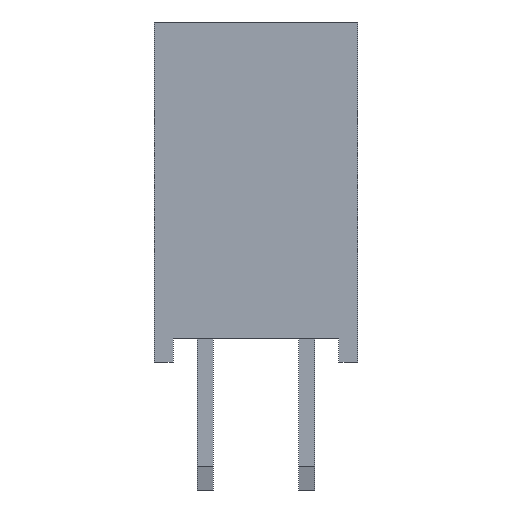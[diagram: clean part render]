
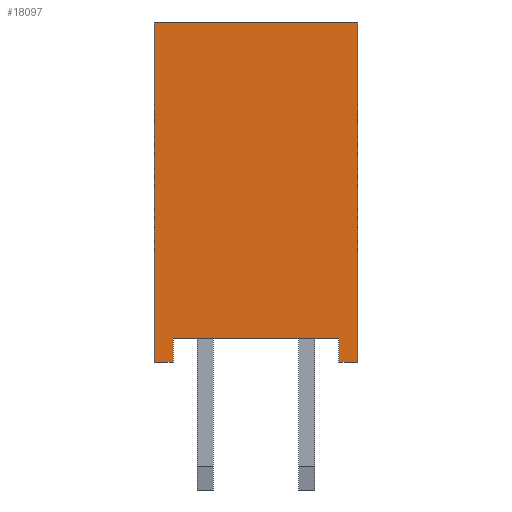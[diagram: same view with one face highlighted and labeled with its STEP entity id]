
A CAD part, left-side view. The second image highlights one B-rep face of the part: STEP entity #18097.
In plain terms, the highlighted planar face has unit normal (-1, 0, 0).
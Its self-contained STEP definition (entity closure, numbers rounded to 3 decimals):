
#591 = CARTESIAN_POINT ( 'NONE',  ( -1.27, 2.07, 0.6 ) ) ;
#592 = PLANE ( 'NONE',  #16796 ) ;
#921 = EDGE_CURVE ( 'NONE', #3836, #8945, #4498, .T. ) ;
#1115 = ORIENTED_EDGE ( 'NONE', *, *, #10388, .F. ) ;
#1289 = DIRECTION ( 'NONE',  ( 0., -1., 0. ) ) ;
#1693 = VECTOR ( 'NONE', #15271, 1000. ) ;
#1740 = VERTEX_POINT ( 'NONE', #12838 ) ;
#1931 = EDGE_LOOP ( 'NONE', ( #11650, #9212, #17784, #1115, #8594, #13947, #3513, #17004 ) ) ;
#2685 = CARTESIAN_POINT ( 'NONE',  ( -1.27, -2.07, 0. ) ) ;
#3513 = ORIENTED_EDGE ( 'NONE', *, *, #7104, .T. ) ;
#3808 = DIRECTION ( 'NONE',  ( 1., 0., 0. ) ) ;
#3836 = VERTEX_POINT ( 'NONE', #2685 ) ;
#4013 = CARTESIAN_POINT ( 'NONE',  ( -1.27, 2.54, 0. ) ) ;
#4115 = VERTEX_POINT ( 'NONE', #9361 ) ;
#4297 = DIRECTION ( 'NONE',  ( 0., 0., -1. ) ) ;
#4375 = VECTOR ( 'NONE', #15307, 1000. ) ;
#4466 = CARTESIAN_POINT ( 'NONE',  ( -1.27, 2.54, 8.5 ) ) ;
#4498 = LINE ( 'NONE', #16866, #15798 ) ;
#4510 = CARTESIAN_POINT ( 'NONE',  ( -1.27, -2.07, 0.6 ) ) ;
#4654 = CARTESIAN_POINT ( 'NONE',  ( -1.27, 2.54, 8.5 ) ) ;
#5054 = LINE ( 'NONE', #11296, #10221 ) ;
#5807 = DIRECTION ( 'NONE',  ( 0., 1., 0. ) ) ;
#5895 = VECTOR ( 'NONE', #16884, 1000. ) ;
#5999 = LINE ( 'NONE', #4654, #16895 ) ;
#6054 = EDGE_CURVE ( 'NONE', #6375, #4115, #5999, .T. ) ;
#6154 = CARTESIAN_POINT ( 'NONE',  ( -1.27, 2.54, 8.5 ) ) ;
#6375 = VERTEX_POINT ( 'NONE', #6154 ) ;
#6646 = CARTESIAN_POINT ( 'NONE',  ( -1.27, -2.07, 0.6 ) ) ;
#6863 = CARTESIAN_POINT ( 'NONE',  ( -1.27, 2.54, 8.5 ) ) ;
#7104 = EDGE_CURVE ( 'NONE', #1740, #16991, #10655, .T. ) ;
#7505 = CARTESIAN_POINT ( 'NONE',  ( -1.27, -2.54, 8.5 ) ) ;
#7583 = EDGE_CURVE ( 'NONE', #7879, #10553, #18177, .T. ) ;
#7879 = VERTEX_POINT ( 'NONE', #4510 ) ;
#7949 = LINE ( 'NONE', #4466, #1693 ) ;
#8065 = EDGE_CURVE ( 'NONE', #3836, #7879, #16034, .T. ) ;
#8594 = ORIENTED_EDGE ( 'NONE', *, *, #6054, .F. ) ;
#8757 = CARTESIAN_POINT ( 'NONE',  ( -1.27, 0.47, 0.6 ) ) ;
#8945 = VERTEX_POINT ( 'NONE', #13433 ) ;
#9212 = ORIENTED_EDGE ( 'NONE', *, *, #8065, .F. ) ;
#9298 = VECTOR ( 'NONE', #5807, 1000. ) ;
#9361 = CARTESIAN_POINT ( 'NONE',  ( -1.27, -2.54, 8.5 ) ) ;
#10221 = VECTOR ( 'NONE', #14223, 1000. ) ;
#10388 = EDGE_CURVE ( 'NONE', #4115, #8945, #18012, .T. ) ;
#10553 = VERTEX_POINT ( 'NONE', #591 ) ;
#10655 = LINE ( 'NONE', #4013, #4375 ) ;
#11296 = CARTESIAN_POINT ( 'NONE',  ( -1.27, 2.07, 0.6 ) ) ;
#11529 = EDGE_CURVE ( 'NONE', #6375, #1740, #7949, .T. ) ;
#11650 = ORIENTED_EDGE ( 'NONE', *, *, #7583, .F. ) ;
#11914 = CARTESIAN_POINT ( 'NONE',  ( -1.27, 2.07, 0. ) ) ;
#12148 = DIRECTION ( 'NONE',  ( 0., -1., 0. ) ) ;
#12838 = CARTESIAN_POINT ( 'NONE',  ( -1.27, 2.54, 0. ) ) ;
#12860 = DIRECTION ( 'NONE',  ( 0., 0., 1. ) ) ;
#13169 = FACE_OUTER_BOUND ( 'NONE', #1931, .T. ) ;
#13433 = CARTESIAN_POINT ( 'NONE',  ( -1.27, -2.54, 0. ) ) ;
#13947 = ORIENTED_EDGE ( 'NONE', *, *, #11529, .T. ) ;
#14223 = DIRECTION ( 'NONE',  ( 0., 0., -1. ) ) ;
#15271 = DIRECTION ( 'NONE',  ( 0., 0., -1. ) ) ;
#15307 = DIRECTION ( 'NONE',  ( 0., -1., 0. ) ) ;
#15798 = VECTOR ( 'NONE', #12148, 1000. ) ;
#15949 = EDGE_CURVE ( 'NONE', #10553, #16991, #5054, .T. ) ;
#16034 = LINE ( 'NONE', #6646, #19445 ) ;
#16796 = AXIS2_PLACEMENT_3D ( 'NONE', #6863, #3808, #4297 ) ;
#16866 = CARTESIAN_POINT ( 'NONE',  ( -1.27, 2.54, 0. ) ) ;
#16884 = DIRECTION ( 'NONE',  ( 0., 0., -1. ) ) ;
#16895 = VECTOR ( 'NONE', #1289, 1000. ) ;
#16991 = VERTEX_POINT ( 'NONE', #11914 ) ;
#17004 = ORIENTED_EDGE ( 'NONE', *, *, #15949, .F. ) ;
#17784 = ORIENTED_EDGE ( 'NONE', *, *, #921, .T. ) ;
#18012 = LINE ( 'NONE', #7505, #5895 ) ;
#18097 = ADVANCED_FACE ( 'NONE', ( #13169 ), #592, .F. ) ;
#18177 = LINE ( 'NONE', #8757, #9298 ) ;
#19445 = VECTOR ( 'NONE', #12860, 1000. ) ;
